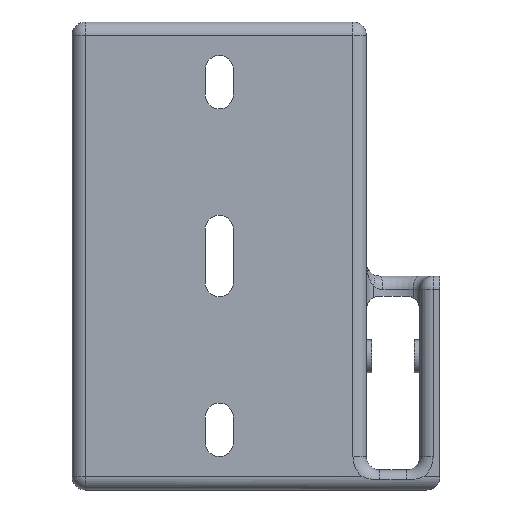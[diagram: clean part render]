
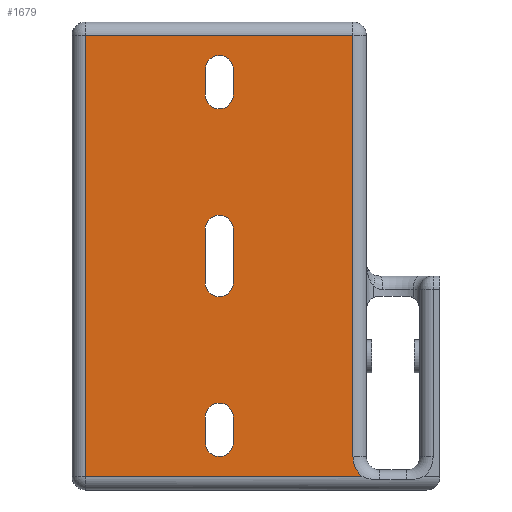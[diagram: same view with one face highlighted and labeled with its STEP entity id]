
A CAD part, front view. The second image highlights one B-rep face of the part: STEP entity #1679.
In plain terms, the highlighted planar face has unit normal (0, -1, 0).
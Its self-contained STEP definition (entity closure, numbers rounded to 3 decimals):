
#57=FACE_BOUND('',#297,.T.);
#58=FACE_BOUND('',#298,.T.);
#59=FACE_BOUND('',#299,.T.);
#78=PLANE('',#1862);
#193=FACE_OUTER_BOUND('',#296,.T.);
#296=EDGE_LOOP('',(#1322,#1323,#1324,#1325,#1326));
#297=EDGE_LOOP('',(#1327,#1328,#1329,#1330));
#298=EDGE_LOOP('',(#1331,#1332,#1333,#1334));
#299=EDGE_LOOP('',(#1335,#1336,#1337,#1338));
#400=CIRCLE('',#1803,4.);
#428=CIRCLE('',#1863,2.1);
#429=CIRCLE('',#1864,2.1);
#430=CIRCLE('',#1865,2.1);
#431=CIRCLE('',#1866,2.1);
#432=CIRCLE('',#1867,2.1);
#433=CIRCLE('',#1868,2.1);
#475=LINE('',#2670,#602);
#481=LINE('',#2719,#608);
#483=LINE('',#2722,#610);
#490=LINE('',#2733,#617);
#521=LINE('',#2898,#648);
#522=LINE('',#2902,#649);
#523=LINE('',#2906,#650);
#524=LINE('',#2910,#651);
#525=LINE('',#2914,#652);
#526=LINE('',#2918,#653);
#602=VECTOR('',#2073,10.);
#608=VECTOR('',#2109,10.);
#610=VECTOR('',#2113,10.);
#617=VECTOR('',#2128,10.);
#648=VECTOR('',#2243,10.);
#649=VECTOR('',#2246,10.);
#650=VECTOR('',#2249,10.);
#651=VECTOR('',#2252,10.);
#652=VECTOR('',#2255,10.);
#653=VECTOR('',#2258,10.);
#749=VERTEX_POINT('',#2642);
#755=VERTEX_POINT('',#2659);
#758=VERTEX_POINT('',#2666);
#760=VERTEX_POINT('',#2672);
#767=VERTEX_POINT('',#2714);
#805=VERTEX_POINT('',#2896);
#806=VERTEX_POINT('',#2897);
#807=VERTEX_POINT('',#2899);
#808=VERTEX_POINT('',#2901);
#809=VERTEX_POINT('',#2904);
#810=VERTEX_POINT('',#2905);
#811=VERTEX_POINT('',#2907);
#812=VERTEX_POINT('',#2909);
#813=VERTEX_POINT('',#2912);
#814=VERTEX_POINT('',#2913);
#815=VERTEX_POINT('',#2915);
#816=VERTEX_POINT('',#2917);
#917=EDGE_CURVE('',#755,#758,#475,.T.);
#920=EDGE_CURVE('',#758,#760,#400,.T.);
#934=EDGE_CURVE('',#749,#767,#481,.T.);
#936=EDGE_CURVE('',#767,#755,#483,.T.);
#943=EDGE_CURVE('',#760,#749,#490,.T.);
#1001=EDGE_CURVE('',#805,#806,#521,.T.);
#1002=EDGE_CURVE('',#806,#807,#428,.T.);
#1003=EDGE_CURVE('',#807,#808,#522,.T.);
#1004=EDGE_CURVE('',#808,#805,#429,.T.);
#1005=EDGE_CURVE('',#809,#810,#523,.T.);
#1006=EDGE_CURVE('',#810,#811,#430,.T.);
#1007=EDGE_CURVE('',#811,#812,#524,.T.);
#1008=EDGE_CURVE('',#812,#809,#431,.T.);
#1009=EDGE_CURVE('',#813,#814,#525,.T.);
#1010=EDGE_CURVE('',#814,#815,#432,.T.);
#1011=EDGE_CURVE('',#815,#816,#526,.T.);
#1012=EDGE_CURVE('',#816,#813,#433,.T.);
#1322=ORIENTED_EDGE('',*,*,#934,.F.);
#1323=ORIENTED_EDGE('',*,*,#943,.F.);
#1324=ORIENTED_EDGE('',*,*,#920,.F.);
#1325=ORIENTED_EDGE('',*,*,#917,.F.);
#1326=ORIENTED_EDGE('',*,*,#936,.F.);
#1327=ORIENTED_EDGE('',*,*,#1001,.T.);
#1328=ORIENTED_EDGE('',*,*,#1002,.T.);
#1329=ORIENTED_EDGE('',*,*,#1003,.T.);
#1330=ORIENTED_EDGE('',*,*,#1004,.T.);
#1331=ORIENTED_EDGE('',*,*,#1005,.T.);
#1332=ORIENTED_EDGE('',*,*,#1006,.T.);
#1333=ORIENTED_EDGE('',*,*,#1007,.T.);
#1334=ORIENTED_EDGE('',*,*,#1008,.T.);
#1335=ORIENTED_EDGE('',*,*,#1009,.T.);
#1336=ORIENTED_EDGE('',*,*,#1010,.T.);
#1337=ORIENTED_EDGE('',*,*,#1011,.T.);
#1338=ORIENTED_EDGE('',*,*,#1012,.T.);
#1679=ADVANCED_FACE('',(#193,#57,#58,#59),#78,.F.);
#1803=AXIS2_PLACEMENT_3D('',#2684,#2078,#2079);
#1862=AXIS2_PLACEMENT_3D('',#2895,#2241,#2242);
#1863=AXIS2_PLACEMENT_3D('',#2900,#2244,#2245);
#1864=AXIS2_PLACEMENT_3D('',#2903,#2247,#2248);
#1865=AXIS2_PLACEMENT_3D('',#2908,#2250,#2251);
#1866=AXIS2_PLACEMENT_3D('',#2911,#2253,#2254);
#1867=AXIS2_PLACEMENT_3D('',#2916,#2256,#2257);
#1868=AXIS2_PLACEMENT_3D('',#2919,#2259,#2260);
#2073=DIRECTION('',(0.,0.,-1.));
#2078=DIRECTION('center_axis',(0.,-1.,0.));
#2079=DIRECTION('ref_axis',(-0.707,0.,-0.707));
#2109=DIRECTION('',(0.,0.,1.));
#2113=DIRECTION('',(1.,0.,0.));
#2128=DIRECTION('',(-1.,0.,0.));
#2241=DIRECTION('center_axis',(0.,1.,0.));
#2242=DIRECTION('ref_axis',(-1.,0.,0.));
#2243=DIRECTION('',(0.,0.,1.));
#2244=DIRECTION('center_axis',(0.,1.,0.));
#2245=DIRECTION('ref_axis',(-1.,0.,0.));
#2246=DIRECTION('',(0.,0.,-1.));
#2247=DIRECTION('center_axis',(0.,1.,0.));
#2248=DIRECTION('ref_axis',(1.,0.,0.));
#2249=DIRECTION('',(0.,0.,-1.));
#2250=DIRECTION('center_axis',(0.,1.,0.));
#2251=DIRECTION('ref_axis',(1.,0.,0.));
#2252=DIRECTION('',(0.,0.,1.));
#2253=DIRECTION('center_axis',(0.,1.,0.));
#2254=DIRECTION('ref_axis',(-1.,0.,0.));
#2255=DIRECTION('',(0.,0.,1.));
#2256=DIRECTION('center_axis',(0.,1.,0.));
#2257=DIRECTION('ref_axis',(-1.,0.,0.));
#2258=DIRECTION('',(0.,0.,-1.));
#2259=DIRECTION('center_axis',(0.,1.,0.));
#2260=DIRECTION('ref_axis',(1.,0.,0.));
#2642=CARTESIAN_POINT('',(-38.,-2.,-15.));
#2659=CARTESIAN_POINT('',(2.,-2.,51.));
#2666=CARTESIAN_POINT('',(2.,-2.,-12.));
#2670=CARTESIAN_POINT('',(2.,-2.,7.5));
#2672=CARTESIAN_POINT('',(3.354,-2.,-15.));
#2684=CARTESIAN_POINT('Origin',(6.,-2.,-12.));
#2714=CARTESIAN_POINT('',(-38.,-2.,51.));
#2719=CARTESIAN_POINT('',(-38.,-2.,0.));
#2722=CARTESIAN_POINT('',(-9.,-2.,51.));
#2733=CARTESIAN_POINT('',(1.5,-2.,-15.));
#2895=CARTESIAN_POINT('Origin',(0.,-2.,0.));
#2896=CARTESIAN_POINT('',(-20.1,-2.,14.));
#2897=CARTESIAN_POINT('',(-20.1,-2.,22.));
#2898=CARTESIAN_POINT('',(-20.1,-2.,11.));
#2899=CARTESIAN_POINT('',(-15.9,-2.,22.));
#2900=CARTESIAN_POINT('Origin',(-18.,-2.,22.));
#2901=CARTESIAN_POINT('',(-15.9,-2.,14.));
#2902=CARTESIAN_POINT('',(-15.9,-2.,7.));
#2903=CARTESIAN_POINT('Origin',(-18.,-2.,14.));
#2904=CARTESIAN_POINT('',(-15.9,-2.,-6.1));
#2905=CARTESIAN_POINT('',(-15.9,-2.,-9.9));
#2906=CARTESIAN_POINT('',(-15.9,-2.,-4.95));
#2907=CARTESIAN_POINT('',(-20.1,-2.,-9.9));
#2908=CARTESIAN_POINT('Origin',(-18.,-2.,-9.9));
#2909=CARTESIAN_POINT('',(-20.1,-2.,-6.1));
#2910=CARTESIAN_POINT('',(-20.1,-2.,-3.05));
#2911=CARTESIAN_POINT('Origin',(-18.,-2.,-6.1));
#2912=CARTESIAN_POINT('',(-20.1,-2.,42.1));
#2913=CARTESIAN_POINT('',(-20.1,-2.,45.9));
#2914=CARTESIAN_POINT('',(-20.1,-2.,22.95));
#2915=CARTESIAN_POINT('',(-15.9,-2.,45.9));
#2916=CARTESIAN_POINT('Origin',(-18.,-2.,45.9));
#2917=CARTESIAN_POINT('',(-15.9,-2.,42.1));
#2918=CARTESIAN_POINT('',(-15.9,-2.,21.05));
#2919=CARTESIAN_POINT('Origin',(-18.,-2.,42.1));
